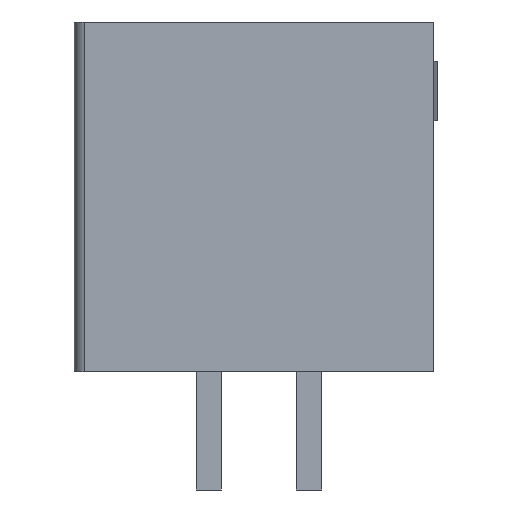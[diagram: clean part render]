
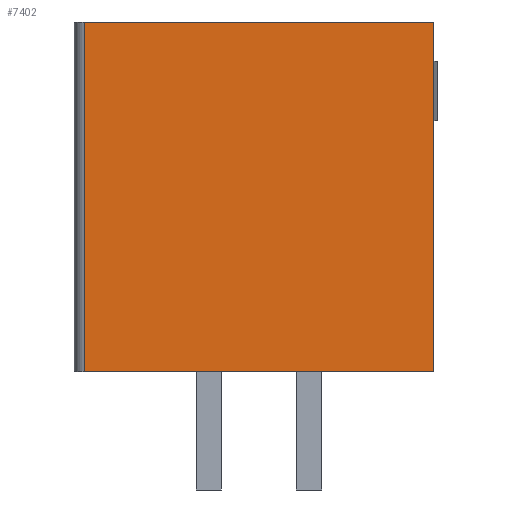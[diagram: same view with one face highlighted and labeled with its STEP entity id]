
A CAD part, left-side view. The second image highlights one B-rep face of the part: STEP entity #7402.
In plain terms, the highlighted planar face has unit normal (-1, 0, 0).
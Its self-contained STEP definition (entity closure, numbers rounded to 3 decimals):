
#51 = VERTEX_POINT('',#52);
#52 = CARTESIAN_POINT('',(-5.1,-3.155,8.85));
#58 = EDGE_CURVE('',#51,#59,#61,.T.);
#59 = VERTEX_POINT('',#60);
#60 = CARTESIAN_POINT('',(-5.1,-3.155,0.));
#61 = LINE('',#62,#63);
#62 = CARTESIAN_POINT('',(-5.1,-3.155,8.85));
#63 = VECTOR('',#64,1.);
#64 = DIRECTION('',(0.,0.,-1.));
#261 = VERTEX_POINT('',#262);
#262 = CARTESIAN_POINT('',(-5.1,5.695,0.));
#268 = EDGE_CURVE('',#269,#261,#271,.T.);
#269 = VERTEX_POINT('',#270);
#270 = CARTESIAN_POINT('',(-5.1,5.695,8.85));
#271 = LINE('',#272,#273);
#272 = CARTESIAN_POINT('',(-5.1,5.695,8.85));
#273 = VECTOR('',#274,1.);
#274 = DIRECTION('',(0.,0.,-1.));
#2794 = EDGE_CURVE('',#261,#59,#2795,.T.);
#2795 = LINE('',#2796,#2797);
#2796 = CARTESIAN_POINT('',(-5.1,5.695,0.));
#2797 = VECTOR('',#2798,1.);
#2798 = DIRECTION('',(0.,-1.,0.));
#7402 = ADVANCED_FACE('',(#7403),#7414,.F.);
#7403 = FACE_BOUND('',#7404,.T.);
#7404 = EDGE_LOOP('',(#7405,#7406,#7407,#7413));
#7405 = ORIENTED_EDGE('',*,*,#2794,.T.);
#7406 = ORIENTED_EDGE('',*,*,#58,.F.);
#7407 = ORIENTED_EDGE('',*,*,#7408,.F.);
#7408 = EDGE_CURVE('',#269,#51,#7409,.T.);
#7409 = LINE('',#7410,#7411);
#7410 = CARTESIAN_POINT('',(-5.1,5.695,8.85));
#7411 = VECTOR('',#7412,1.);
#7412 = DIRECTION('',(0.,-1.,0.));
#7413 = ORIENTED_EDGE('',*,*,#268,.T.);
#7414 = PLANE('',#7415);
#7415 = AXIS2_PLACEMENT_3D('',#7416,#7417,#7418);
#7416 = CARTESIAN_POINT('',(-5.1,5.695,8.85));
#7417 = DIRECTION('',(1.,0.,0.));
#7418 = DIRECTION('',(0.,1.,0.));
